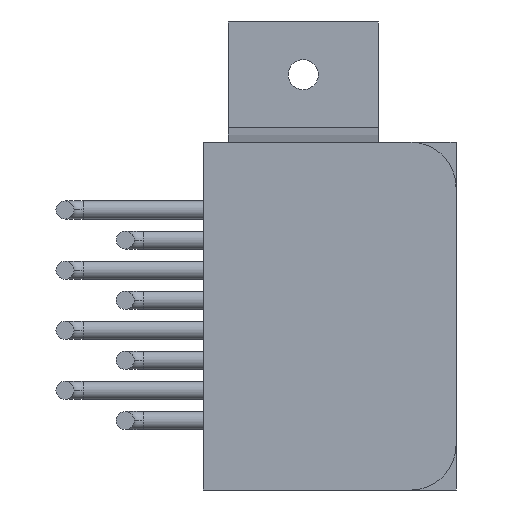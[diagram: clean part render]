
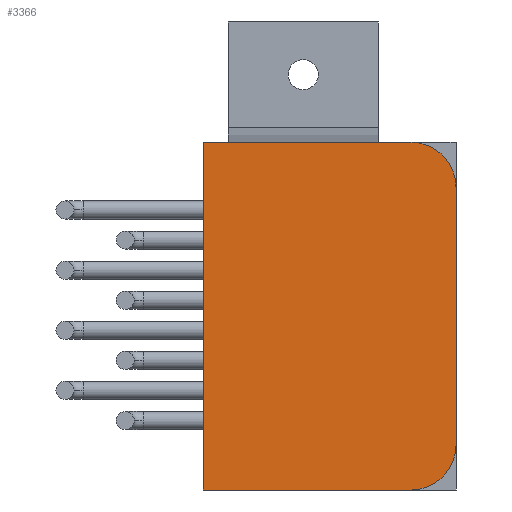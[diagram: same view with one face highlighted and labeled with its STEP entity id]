
A CAD part, front view. The second image highlights one B-rep face of the part: STEP entity #3366.
In plain terms, the highlighted planar face has unit normal (0, -1, 0).
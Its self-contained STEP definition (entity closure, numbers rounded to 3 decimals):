
#189 = DIRECTION ( 'NONE',  ( 0., 1., 0. ) ) ;
#344 = VERTEX_POINT ( 'NONE', #8083 ) ;
#496 = ORIENTED_EDGE ( 'NONE', *, *, #2942, .T. ) ;
#796 = AXIS2_PLACEMENT_3D ( 'NONE', #6620, #3200, #10031 ) ;
#897 = FACE_OUTER_BOUND ( 'NONE', #7907, .T. ) ;
#1077 = DIRECTION ( 'NONE',  ( 0., 0., -1. ) ) ;
#1196 = AXIS2_PLACEMENT_3D ( 'NONE', #1893, #189, #10575 ) ;
#1199 = LINE ( 'NONE', #3118, #2143 ) ;
#1217 = EDGE_CURVE ( 'NONE', #344, #1784, #10051, .T. ) ;
#1251 = ORIENTED_EDGE ( 'NONE', *, *, #7042, .T. ) ;
#1429 = LINE ( 'NONE', #6464, #6576 ) ;
#1493 = CARTESIAN_POINT ( 'NONE',  ( 8.4, 0., 10.06 ) ) ;
#1639 = LINE ( 'NONE', #4538, #10593 ) ;
#1784 = VERTEX_POINT ( 'NONE', #7037 ) ;
#1893 = CARTESIAN_POINT ( 'NONE',  ( 0., 0., 11.56 ) ) ;
#1959 = CARTESIAN_POINT ( 'NONE',  ( 0., 0., 0. ) ) ;
#1989 = DIRECTION ( 'NONE',  ( 1., 0., 0. ) ) ;
#2026 = DIRECTION ( 'NONE',  ( 0., 1., 0. ) ) ;
#2143 = VECTOR ( 'NONE', #9388, 1000. ) ;
#2331 = ORIENTED_EDGE ( 'NONE', *, *, #6015, .F. ) ;
#2478 = VERTEX_POINT ( 'NONE', #9589 ) ;
#2733 = VERTEX_POINT ( 'NONE', #1959 ) ;
#2831 = CARTESIAN_POINT ( 'NONE',  ( 0., 0., 11.56 ) ) ;
#2942 = EDGE_CURVE ( 'NONE', #344, #2733, #1429, .T. ) ;
#3019 = CARTESIAN_POINT ( 'NONE',  ( 6.9, 0., 1.5 ) ) ;
#3118 = CARTESIAN_POINT ( 'NONE',  ( 0., 0., 0. ) ) ;
#3200 = DIRECTION ( 'NONE',  ( 0., 1., 0. ) ) ;
#3308 = CIRCLE ( 'NONE', #6921, 1.5 ) ;
#3366 = ADVANCED_FACE ( 'NONE', ( #897 ), #8772, .F. ) ;
#3901 = DIRECTION ( 'NONE',  ( 0., 0., -1. ) ) ;
#4492 = ORIENTED_EDGE ( 'NONE', *, *, #9745, .F. ) ;
#4538 = CARTESIAN_POINT ( 'NONE',  ( 8.4, 0., 11.56 ) ) ;
#6015 = EDGE_CURVE ( 'NONE', #2478, #10753, #3308, .T. ) ;
#6464 = CARTESIAN_POINT ( 'NONE',  ( 0., 0., 11.56 ) ) ;
#6576 = VECTOR ( 'NONE', #3901, 1000. ) ;
#6620 = CARTESIAN_POINT ( 'NONE',  ( 6.9, 0., 10.06 ) ) ;
#6921 = AXIS2_PLACEMENT_3D ( 'NONE', #3019, #2026, #7285 ) ;
#7037 = CARTESIAN_POINT ( 'NONE',  ( 6.9, 0., 11.56 ) ) ;
#7042 = EDGE_CURVE ( 'NONE', #2733, #10753, #1199, .T. ) ;
#7210 = ORIENTED_EDGE ( 'NONE', *, *, #1217, .F. ) ;
#7285 = DIRECTION ( 'NONE',  ( 0., 0., -1. ) ) ;
#7907 = EDGE_LOOP ( 'NONE', ( #1251, #2331, #9123, #4492, #7210, #496 ) ) ;
#7919 = CARTESIAN_POINT ( 'NONE',  ( 6.9, 0., 0. ) ) ;
#8083 = CARTESIAN_POINT ( 'NONE',  ( 0., 0., 11.56 ) ) ;
#8772 = PLANE ( 'NONE',  #1196 ) ;
#8920 = EDGE_CURVE ( 'NONE', #10342, #2478, #1639, .T. ) ;
#9123 = ORIENTED_EDGE ( 'NONE', *, *, #8920, .F. ) ;
#9388 = DIRECTION ( 'NONE',  ( 1., 0., 0. ) ) ;
#9589 = CARTESIAN_POINT ( 'NONE',  ( 8.4, 0., 1.5 ) ) ;
#9745 = EDGE_CURVE ( 'NONE', #1784, #10342, #10693, .T. ) ;
#10031 = DIRECTION ( 'NONE',  ( 0., 0., 1. ) ) ;
#10051 = LINE ( 'NONE', #2831, #11005 ) ;
#10342 = VERTEX_POINT ( 'NONE', #1493 ) ;
#10575 = DIRECTION ( 'NONE',  ( 0., 0., 1. ) ) ;
#10593 = VECTOR ( 'NONE', #1077, 1000. ) ;
#10693 = CIRCLE ( 'NONE', #796, 1.5 ) ;
#10753 = VERTEX_POINT ( 'NONE', #7919 ) ;
#11005 = VECTOR ( 'NONE', #1989, 1000. ) ;
